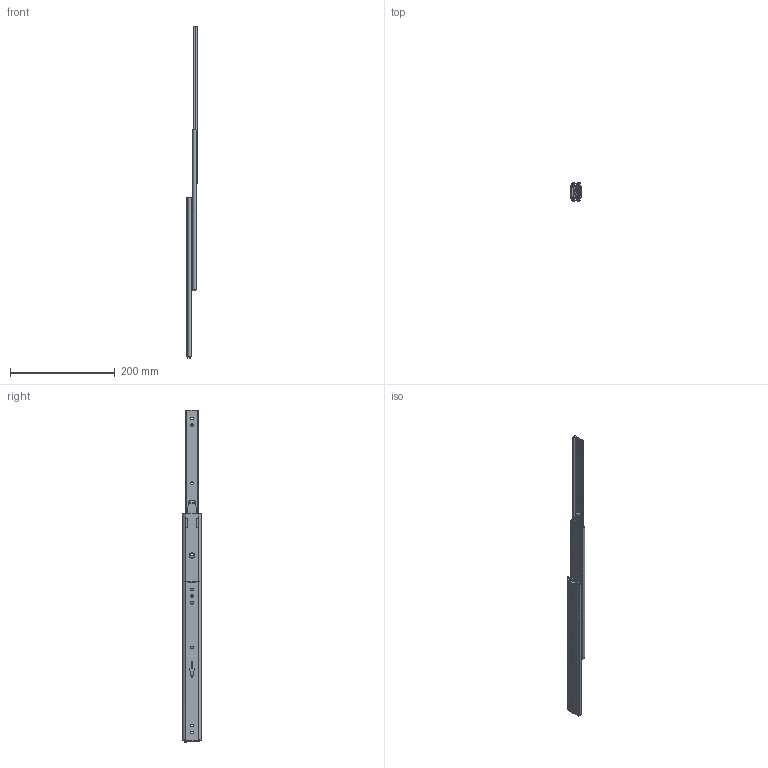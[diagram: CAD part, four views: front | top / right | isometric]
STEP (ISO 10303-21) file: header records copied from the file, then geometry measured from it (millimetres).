
FILE_DESCRIPTION (( 'STEP AP203' ), '1' );
FILE_NAME ('3535-12.STEP', '2020-10-15T01:48:36', ( '' ), ( '' ), 'SwSTEP 2.0', 'SolidWorks 2019', '' );
FILE_SCHEMA (( 'CONFIG_CONTROL_DESIGN' ));
Length unit declared in the file: millimetre
Products named in the file (12): PN235リードイン　 ; ICM 3535-12 ; PN86ロック　 ; PN49 ; OCM 3535-12  ; IM 3535-12 ; 3535-12; OM 3535-12 ; PN1 ; PN87（カシメ）; PN102リベット; PN81バネ（圧縮）
Assembly tree (12 placements, depth 2):
  3535-12
    OM 3535-12 
    ICM 3535-12 
    OCM 3535-12  
    PN86ロック　 
    PN87（カシメ）
    PN1 
    PN49 
    PN235リードイン　 
    IM 3535-12 
    PN81バネ（圧縮）
    PN102リベット  x2
Bounding box: 19.2 x 35.3 x 633.81 mm (x, y, z)
Volume: 74595.5 mm3; surface area: 99195.1 mm2
Topology: 12 solids, 12 shells, 570 faces, 1568 edges, 1006 vertices
Faces by surface type: cylinder 283, plane 265, sphere 16, bspline 4, torus 2
Entity records: 20088 total; most frequent: CARTESIAN_POINT 4290, ORIENTED_EDGE 3080, DIRECTION 3028, EDGE_CURVE 1540, AXIS2_PLACEMENT_3D 1060, VERTEX_POINT 998, LINE 908, VECTOR 908
